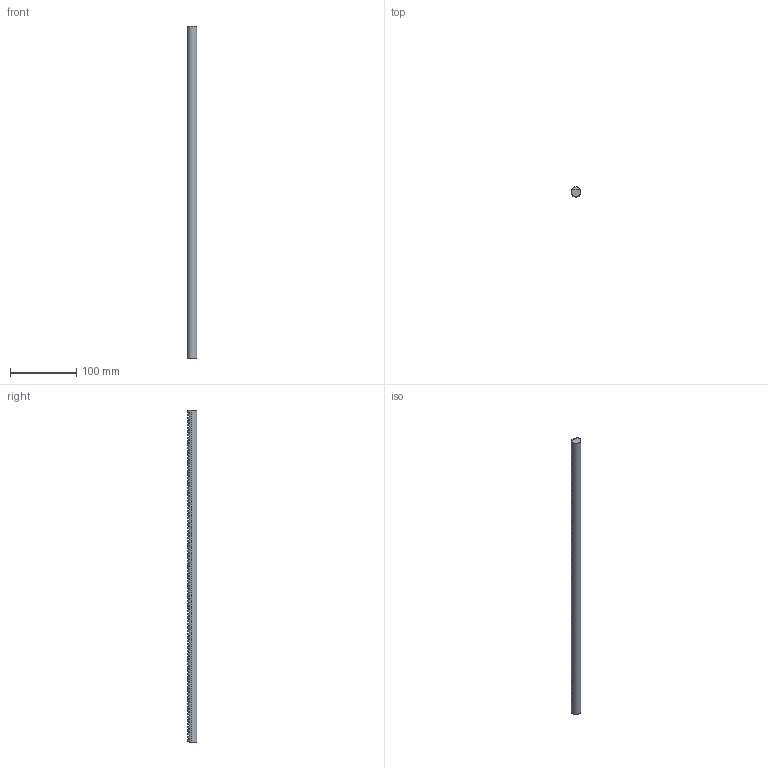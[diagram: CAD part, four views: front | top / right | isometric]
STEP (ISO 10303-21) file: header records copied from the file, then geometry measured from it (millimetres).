
FILE_DESCRIPTION (( 'STEP AP214' ), '1' );
FILE_NAME ('141-616-050.STEP', '2024-11-04T09:19:36', ( '' ), ( '' ), 'SwSTEP 2.0', 'SolidWorks 2021', '' );
FILE_SCHEMA (( 'AUTOMOTIVE_DESIGN' ));
Length unit declared in the file: millimetre
Products named in the file (1): 141-616-050
Bounding box: 15 x 14.8 x 499.6 mm (x, y, z)
Volume: 80584.1 mm3; surface area: 28082.8 mm2
Topology: 1 solids, 1 shells, 806 faces, 2412 edges, 1608 vertices
Faces by surface type: plane 803, cylinder 3
Entity records: 26996 total; most frequent: CARTESIAN_POINT 6027, ORIENTED_EDGE 4824, DIRECTION 4032, EDGE_CURVE 2412, VERTEX_POINT 1608, LINE 1606, VECTOR 1606, AXIS2_PLACEMENT_3D 1213
